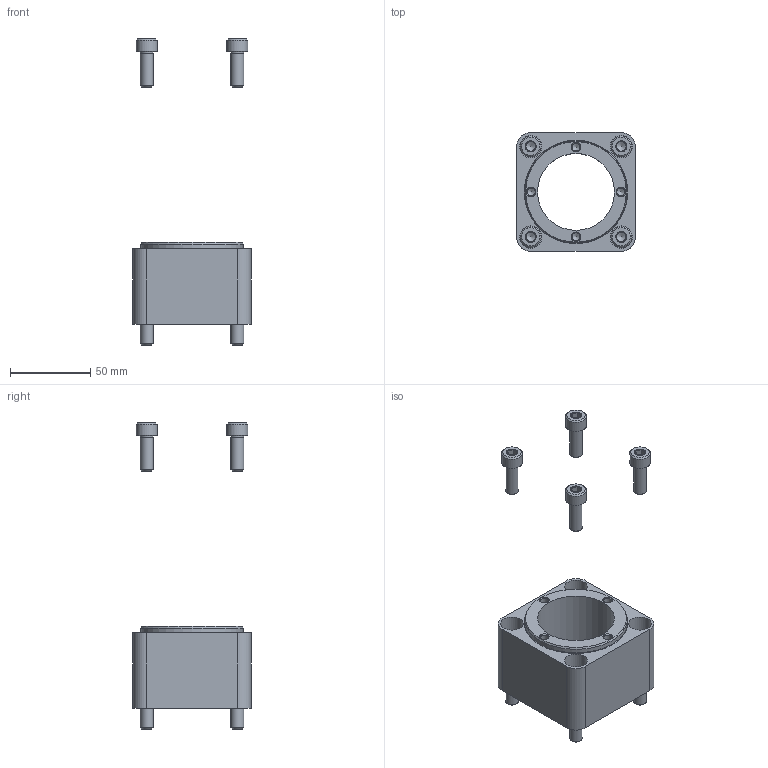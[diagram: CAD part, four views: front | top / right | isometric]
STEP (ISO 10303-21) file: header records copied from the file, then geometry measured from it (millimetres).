
FILE_DESCRIPTION(/* description */ ('STEP AP214'),/* implementation_level */ '2;1');
FILE_NAME(/* name */ '552160_EAMK-A-D60-64B',/* time_stamp */ '2024-08-26T22:49:41+02:00',/* author */ ('License CC BY-ND 4.0'),/* organization */ ('CADENAS'),/* preprocessor_version */ 'ST-DEVELOPER v19.3',/* originating_system */ 'PARTsolutions',/* authorisation */ ' ');
FILE_SCHEMA (('AUTOMOTIVE_DESIGN {1 0 10303 214 3 1 1}'));
Length unit declared in the file: millimetre
Products named in the file (4): 552160 EAMK-A-D60-64B; 552160 EAMK-A-D60-64-L51---(1O); DIN-912 - M8x30(F); DIN-912 - M8x22(F)
Assembly tree (9 placements, depth 2):
  552160 EAMK-A-D60-64B
    552160 EAMK-A-D60-64-L51---(1O)
    DIN-912 - M8x30(F)  x4
    DIN-912 - M8x22(F)  x4
Bounding box: 74 x 74 x 191 mm (x, y, z)
Volume: 157944.1 mm3; surface area: 47280.7 mm2
Topology: 9 solids, 9 shells, 266 faces, 523 edges, 289 vertices
Faces by surface type: plane 132, cone 98, cylinder 35, torus 1
Full cylindrical faces by diameter (mm): 4.917 x4, 8 x8, 9 x4, 13 x8, 14 x4, 48 x1, 60 x1, 64 x1
Entity records: 2459 total; most frequent: DIRECTION 438, CARTESIAN_POINT 424, ORIENTED_EDGE 298, AXIS2_PLACEMENT_3D 193, FACE_BOUND 162, EDGE_LOOP 156, EDGE_CURVE 149, VERTEX_POINT 111
